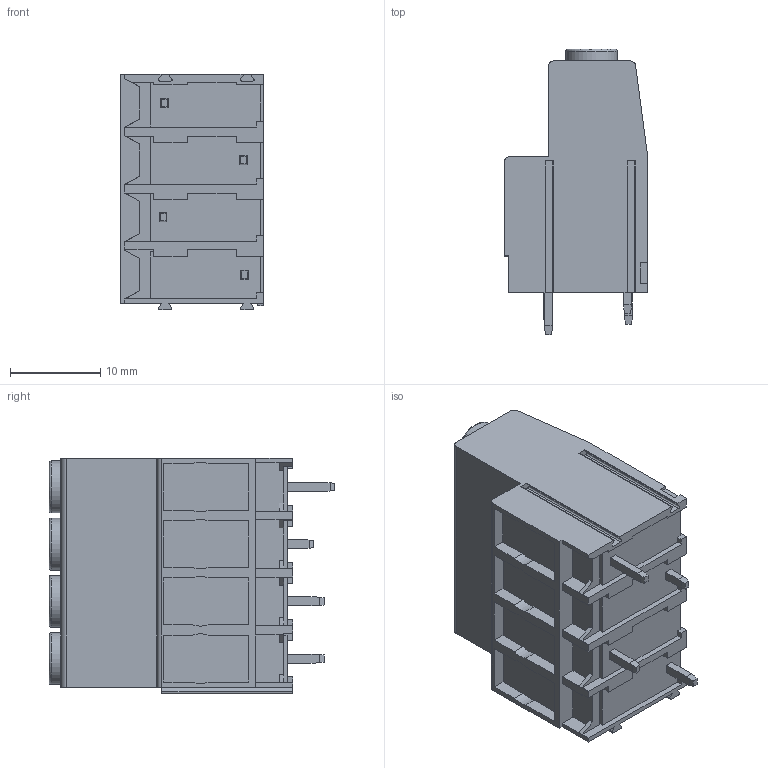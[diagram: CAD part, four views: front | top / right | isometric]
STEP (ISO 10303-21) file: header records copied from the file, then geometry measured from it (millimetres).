
FILE_DESCRIPTION(/* description */ ('Unknown'),/* implementation_level */ '2;1');
FILE_NAME(/* name */ 'MH150-635M803-20230630',/* time_stamp */ '2023-07-06T11:40:57+08:00',/* author */ ('Unknown'),/* organization */ ('Unknown'),/* preprocessor_version */ 'ST-DEVELOPER v16.7',/* originating_system */ 'DEX',/* authorisation */ $);
FILE_SCHEMA (('AUTOMOTIVE_DESIGN {1 0 10303 214 3 1 1}'));
Length unit declared in the file: millimetre
Products named in the file (1): MH150-635M803-20230630
Bounding box: 15.85 x 31.68 x 26.12 mm (x, y, z)
Volume: 8137.5 mm3; surface area: 3621.7 mm2
Topology: 1 solids, 1 shells, 277 faces, 738 edges, 487 vertices
Faces by surface type: plane 226, cylinder 43, torus 8
Full cylindrical faces by diameter (mm): 4.9 x8, 5.75 x4
Entity records: 10329 total; most frequent: CARTESIAN_POINT 1475, ORIENTED_EDGE 1428, DIRECTION 1360, EDGE_CURVE 714, LINE 624, VECTOR 624, VERTEX_POINT 483, AXIS2_PLACEMENT_3D 368
